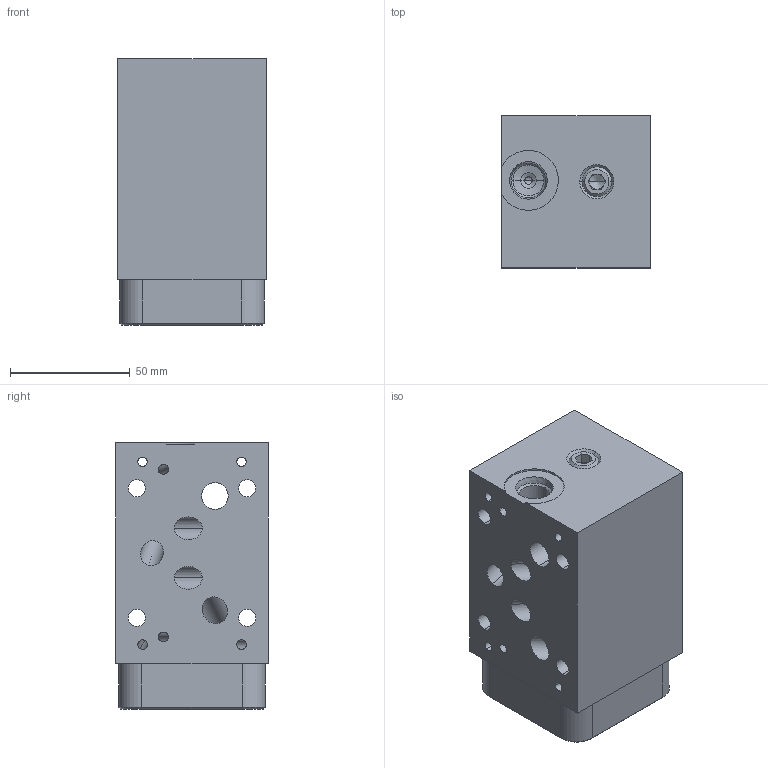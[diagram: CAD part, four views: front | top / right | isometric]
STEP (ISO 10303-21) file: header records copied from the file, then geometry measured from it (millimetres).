
FILE_DESCRIPTION((''),'2;1');
FILE_NAME('NJP_ASM','2020-09-21T',('ProEService'),(''),'PRO/ENGINEER BY PARAMETRIC TECHNOLOGY CORPORATION, 2014200','PRO/ENGINEER BY PARAMETRIC TECHNOLOGY CORPORATION, 2014200','');
FILE_SCHEMA(('CONFIG_CONTROL_DESIGN'));
Length unit declared in the file: inch
Products named in the file (3): 152-099-001; 340-003; NJP_ASM
Assembly tree (2 placements, depth 2):
  NJP_ASM
    152-099-001
    340-003
Bounding box: 61.93 x 63.5 x 111.12 mm (x, y, z)
Volume: 345623.9 mm3; surface area: 63614.9 mm2
Topology: 2 solids, 2 shells, 183 faces, 752 edges, 718 vertices
Faces by surface type: cylinder 82, cone 54, plane 34, sphere 7, torus 6
Entity records: 9272 total; most frequent: CARTESIAN_POINT 3318, DIRECTION 1221, ORIENTED_EDGE 946, EDGE_CURVE 473, VECTOR 459, LINE 459, AXIS2_PLACEMENT_3D 381, VERTEX_POINT 296
